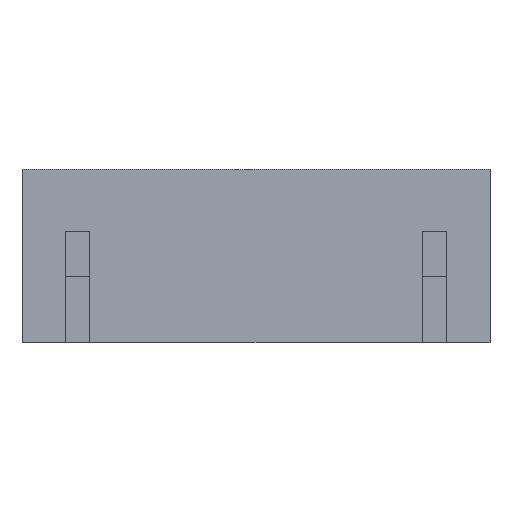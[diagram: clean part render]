
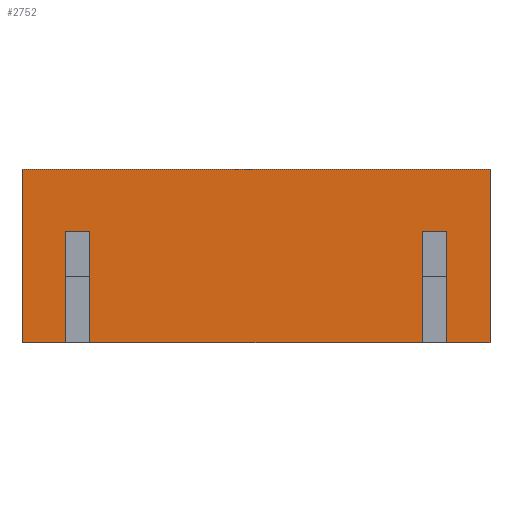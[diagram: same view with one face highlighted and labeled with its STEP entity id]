
A CAD part, top view. The second image highlights one B-rep face of the part: STEP entity #2752.
In plain terms, the highlighted planar face has unit normal (0, 0, 1).
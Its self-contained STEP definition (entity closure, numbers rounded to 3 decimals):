
#45 = CARTESIAN_POINT ( 'NONE',  ( 6.75, 5., 0. ) ) ;
#81 = LINE ( 'NONE', #2336, #1013 ) ;
#126 = CARTESIAN_POINT ( 'NONE',  ( 6.75, 0., 0. ) ) ;
#158 = LINE ( 'NONE', #2657, #3613 ) ;
#182 = CARTESIAN_POINT ( 'NONE',  ( -5.5, 0., 0. ) ) ;
#200 = LINE ( 'NONE', #1920, #3499 ) ;
#215 = EDGE_CURVE ( 'NONE', #2910, #1001, #1347, .T. ) ;
#258 = DIRECTION ( 'NONE',  ( 0., 1., 0. ) ) ;
#337 = CARTESIAN_POINT ( 'NONE',  ( 6.75, 0., 0. ) ) ;
#340 = VECTOR ( 'NONE', #702, 1000. ) ;
#353 = CARTESIAN_POINT ( 'NONE',  ( 6.75, 0., 0. ) ) ;
#387 = EDGE_CURVE ( 'NONE', #2038, #979, #3435, .T. ) ;
#392 = ORIENTED_EDGE ( 'NONE', *, *, #387, .T. ) ;
#419 = VECTOR ( 'NONE', #2992, 1000. ) ;
#449 = EDGE_CURVE ( 'NONE', #766, #3008, #1281, .T. ) ;
#458 = VERTEX_POINT ( 'NONE', #1785 ) ;
#511 = EDGE_CURVE ( 'NONE', #1425, #458, #3181, .T. ) ;
#517 = VERTEX_POINT ( 'NONE', #2688 ) ;
#527 = VECTOR ( 'NONE', #3520, 1000. ) ;
#534 = VECTOR ( 'NONE', #852, 1000. ) ;
#576 = ORIENTED_EDGE ( 'NONE', *, *, #656, .F. ) ;
#656 = EDGE_CURVE ( 'NONE', #517, #979, #1747, .T. ) ;
#702 = DIRECTION ( 'NONE',  ( -1., 0., 0. ) ) ;
#714 = FACE_OUTER_BOUND ( 'NONE', #3586, .T. ) ;
#719 = VECTOR ( 'NONE', #3620, 1000. ) ;
#738 = VERTEX_POINT ( 'NONE', #353 ) ;
#748 = CARTESIAN_POINT ( 'NONE',  ( 5.5, 0., 0. ) ) ;
#766 = VERTEX_POINT ( 'NONE', #2916 ) ;
#852 = DIRECTION ( 'NONE',  ( -1., 0., 0. ) ) ;
#964 = ORIENTED_EDGE ( 'NONE', *, *, #2066, .F. ) ;
#969 = PLANE ( 'NONE',  #3272 ) ;
#979 = VERTEX_POINT ( 'NONE', #3113 ) ;
#1001 = VERTEX_POINT ( 'NONE', #1676 ) ;
#1010 = DIRECTION ( 'NONE',  ( 0., 0., -1. ) ) ;
#1013 = VECTOR ( 'NONE', #2473, 1000. ) ;
#1037 = EDGE_CURVE ( 'NONE', #738, #2910, #1654, .T. ) ;
#1053 = VECTOR ( 'NONE', #2294, 1000. ) ;
#1079 = EDGE_CURVE ( 'NONE', #2793, #1929, #158, .T. ) ;
#1116 = CARTESIAN_POINT ( 'NONE',  ( -6.75, 0., 0. ) ) ;
#1138 = CARTESIAN_POINT ( 'NONE',  ( 4.8, 0., 0. ) ) ;
#1264 = CARTESIAN_POINT ( 'NONE',  ( -4.8, 3.2, 0. ) ) ;
#1269 = EDGE_CURVE ( 'NONE', #3008, #738, #200, .T. ) ;
#1281 = LINE ( 'NONE', #3484, #527 ) ;
#1347 = LINE ( 'NONE', #748, #3011 ) ;
#1425 = VERTEX_POINT ( 'NONE', #1264 ) ;
#1516 = CARTESIAN_POINT ( 'NONE',  ( -4.8, 0., 0. ) ) ;
#1528 = DIRECTION ( 'NONE',  ( -1., 0., 0. ) ) ;
#1654 = LINE ( 'NONE', #2807, #534 ) ;
#1670 = CARTESIAN_POINT ( 'NONE',  ( 5.5, 0., 0. ) ) ;
#1676 = CARTESIAN_POINT ( 'NONE',  ( 5.5, 3.2, 0. ) ) ;
#1747 = LINE ( 'NONE', #1138, #1053 ) ;
#1754 = ORIENTED_EDGE ( 'NONE', *, *, #1037, .F. ) ;
#1767 = CARTESIAN_POINT ( 'NONE',  ( 6.75, 3.2, 0. ) ) ;
#1785 = CARTESIAN_POINT ( 'NONE',  ( -5.5, 3.2, 0. ) ) ;
#1798 = LINE ( 'NONE', #3469, #3458 ) ;
#1851 = LINE ( 'NONE', #3290, #419 ) ;
#1920 = CARTESIAN_POINT ( 'NONE',  ( 6.75, 0., 0. ) ) ;
#1929 = VERTEX_POINT ( 'NONE', #1116 ) ;
#1970 = ORIENTED_EDGE ( 'NONE', *, *, #1269, .F. ) ;
#2029 = DIRECTION ( 'NONE',  ( 1., 0., 0. ) ) ;
#2038 = VERTEX_POINT ( 'NONE', #1516 ) ;
#2066 = EDGE_CURVE ( 'NONE', #458, #2793, #1851, .T. ) ;
#2139 = ORIENTED_EDGE ( 'NONE', *, *, #2872, .F. ) ;
#2289 = ORIENTED_EDGE ( 'NONE', *, *, #3227, .F. ) ;
#2294 = DIRECTION ( 'NONE',  ( 0., -1., 0. ) ) ;
#2336 = CARTESIAN_POINT ( 'NONE',  ( 6.75, 3.2, 0. ) ) ;
#2363 = DIRECTION ( 'NONE',  ( -1., 0., 0. ) ) ;
#2404 = VECTOR ( 'NONE', #2029, 1000. ) ;
#2418 = EDGE_CURVE ( 'NONE', #2038, #1425, #1798, .T. ) ;
#2473 = DIRECTION ( 'NONE',  ( -1., 0., 0. ) ) ;
#2474 = CARTESIAN_POINT ( 'NONE',  ( -6.75, 0., 0. ) ) ;
#2512 = LINE ( 'NONE', #2474, #719 ) ;
#2657 = CARTESIAN_POINT ( 'NONE',  ( 6.75, 0., 0. ) ) ;
#2688 = CARTESIAN_POINT ( 'NONE',  ( 4.8, 3.2, 0. ) ) ;
#2752 = ADVANCED_FACE ( 'NONE', ( #714 ), #969, .F. ) ;
#2793 = VERTEX_POINT ( 'NONE', #182 ) ;
#2807 = CARTESIAN_POINT ( 'NONE',  ( 6.75, 0., 0. ) ) ;
#2872 = EDGE_CURVE ( 'NONE', #1929, #766, #2512, .T. ) ;
#2910 = VERTEX_POINT ( 'NONE', #1670 ) ;
#2916 = CARTESIAN_POINT ( 'NONE',  ( -6.75, 5., 0. ) ) ;
#2920 = DIRECTION ( 'NONE',  ( 0., 1., 0. ) ) ;
#2992 = DIRECTION ( 'NONE',  ( 0., -1., 0. ) ) ;
#3008 = VERTEX_POINT ( 'NONE', #45 ) ;
#3011 = VECTOR ( 'NONE', #258, 1000. ) ;
#3059 = ORIENTED_EDGE ( 'NONE', *, *, #511, .F. ) ;
#3065 = DIRECTION ( 'NONE',  ( 0., -1., 0. ) ) ;
#3091 = ORIENTED_EDGE ( 'NONE', *, *, #449, .F. ) ;
#3113 = CARTESIAN_POINT ( 'NONE',  ( 4.8, 0., 0. ) ) ;
#3137 = ORIENTED_EDGE ( 'NONE', *, *, #215, .F. ) ;
#3181 = LINE ( 'NONE', #1767, #340 ) ;
#3182 = ORIENTED_EDGE ( 'NONE', *, *, #2418, .F. ) ;
#3227 = EDGE_CURVE ( 'NONE', #1001, #517, #81, .T. ) ;
#3272 = AXIS2_PLACEMENT_3D ( 'NONE', #126, #1010, #2363 ) ;
#3290 = CARTESIAN_POINT ( 'NONE',  ( -5.5, 0., 0. ) ) ;
#3308 = ORIENTED_EDGE ( 'NONE', *, *, #1079, .F. ) ;
#3435 = LINE ( 'NONE', #337, #2404 ) ;
#3458 = VECTOR ( 'NONE', #2920, 1000. ) ;
#3469 = CARTESIAN_POINT ( 'NONE',  ( -4.8, 0., 0. ) ) ;
#3484 = CARTESIAN_POINT ( 'NONE',  ( 6.75, 5., 0. ) ) ;
#3499 = VECTOR ( 'NONE', #3065, 1000. ) ;
#3520 = DIRECTION ( 'NONE',  ( 1., 0., 0. ) ) ;
#3586 = EDGE_LOOP ( 'NONE', ( #964, #3059, #3182, #392, #576, #2289, #3137, #1754, #1970, #3091, #2139, #3308 ) ) ;
#3613 = VECTOR ( 'NONE', #1528, 1000. ) ;
#3620 = DIRECTION ( 'NONE',  ( 0., 1., 0. ) ) ;
